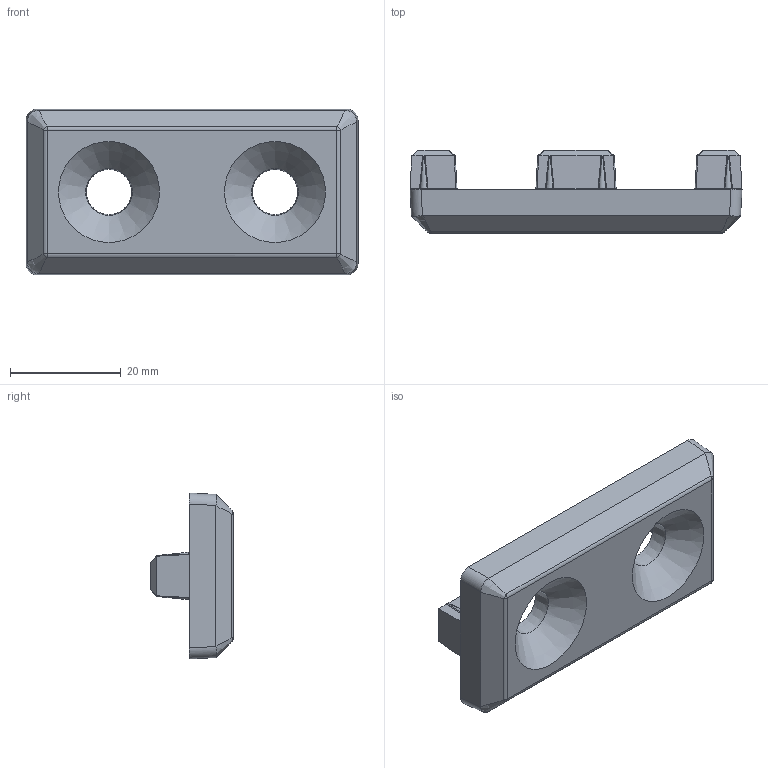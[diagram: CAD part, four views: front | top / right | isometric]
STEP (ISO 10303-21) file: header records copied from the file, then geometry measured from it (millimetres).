
FILE_DESCRIPTION (( 'STEP AP214' ), '1' );
FILE_NAME ('093VB3060N08.STEP', '2015-05-18T12:19:10', ( 'Admin' ), ( 'Hewlett-Packard Company' ), 'SwSTEP 2.0', 'SolidWorks 2014', '' );
FILE_SCHEMA (( 'AUTOMOTIVE_DESIGN' ));
Length unit declared in the file: millimetre
Products named in the file (1): 093VB3060N08
Bounding box: 60 x 15 x 30 mm (x, y, z)
Volume: 10251.5 mm3; surface area: 6636.5 mm2
Topology: 1 solids, 1 shells, 437 faces, 1103 edges, 612 vertices
Faces by surface type: plane 184, cylinder 107, sphere 60, bspline 50, cone 20, torus 16
Entity records: 13853 total; most frequent: CARTESIAN_POINT 4409, ORIENTED_EDGE 2054, DIRECTION 1827, EDGE_CURVE 1027, AXIS2_PLACEMENT_3D 626, VERTEX_POINT 612, VECTOR 575, LINE 575
